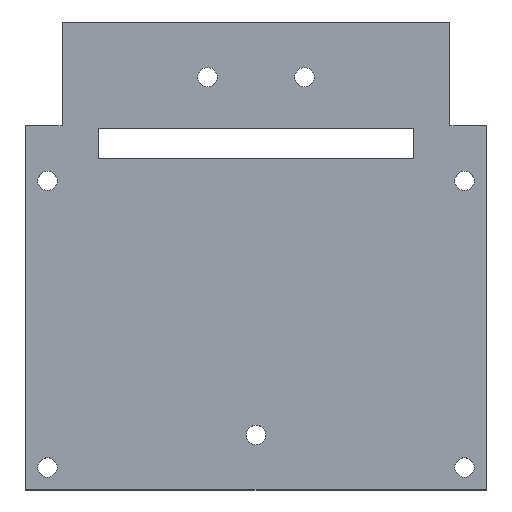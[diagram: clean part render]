
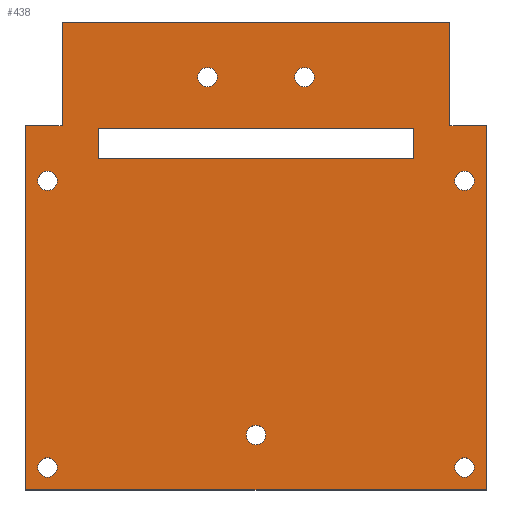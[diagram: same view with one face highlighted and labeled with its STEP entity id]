
A CAD part, top view. The second image highlights one B-rep face of the part: STEP entity #438.
In plain terms, the highlighted planar face has unit normal (0, 0, 1).
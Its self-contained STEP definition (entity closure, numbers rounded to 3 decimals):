
#15=FACE_BOUND('',#86,.T.);
#16=FACE_BOUND('',#87,.T.);
#17=FACE_BOUND('',#88,.T.);
#18=FACE_BOUND('',#89,.T.);
#19=FACE_BOUND('',#90,.T.);
#20=FACE_BOUND('',#91,.T.);
#21=FACE_BOUND('',#92,.T.);
#22=FACE_BOUND('',#93,.T.);
#43=PLANE('',#487);
#64=FACE_OUTER_BOUND('',#85,.T.);
#85=EDGE_LOOP('',(#374,#375,#376,#377,#378,#379,#380,#381));
#86=EDGE_LOOP('',(#382));
#87=EDGE_LOOP('',(#383));
#88=EDGE_LOOP('',(#384));
#89=EDGE_LOOP('',(#385));
#90=EDGE_LOOP('',(#386,#387,#388,#389));
#91=EDGE_LOOP('',(#390));
#92=EDGE_LOOP('',(#391));
#93=EDGE_LOOP('',(#392));
#109=LINE('',#636,#152);
#112=LINE('',#642,#155);
#115=LINE('',#648,#158);
#118=LINE('',#652,#161);
#121=LINE('',#660,#164);
#125=LINE('',#669,#168);
#131=LINE('',#693,#174);
#134=LINE('',#699,#177);
#137=LINE('',#703,#180);
#139=LINE('',#708,#182);
#142=LINE('',#714,#185);
#145=LINE('',#718,#188);
#152=VECTOR('',#523,10.);
#155=VECTOR('',#528,10.);
#158=VECTOR('',#533,10.);
#161=VECTOR('',#538,10.);
#164=VECTOR('',#543,10.);
#168=VECTOR('',#549,10.);
#174=VECTOR('',#575,10.);
#177=VECTOR('',#580,10.);
#180=VECTOR('',#585,10.);
#182=VECTOR('',#589,10.);
#185=VECTOR('',#594,10.);
#188=VECTOR('',#599,10.);
#189=CIRCLE('',#455,1.6);
#191=CIRCLE('',#458,1.6);
#193=CIRCLE('',#461,1.6);
#195=CIRCLE('',#464,1.6);
#197=CIRCLE('',#473,1.6);
#199=CIRCLE('',#476,1.6);
#201=CIRCLE('',#479,1.6);
#203=VERTEX_POINT('',#606);
#205=VERTEX_POINT('',#612);
#207=VERTEX_POINT('',#618);
#209=VERTEX_POINT('',#624);
#213=VERTEX_POINT('',#633);
#214=VERTEX_POINT('',#635);
#216=VERTEX_POINT('',#641);
#218=VERTEX_POINT('',#647);
#221=VERTEX_POINT('',#657);
#222=VERTEX_POINT('',#659);
#225=VERTEX_POINT('',#666);
#226=VERTEX_POINT('',#668);
#227=VERTEX_POINT('',#672);
#229=VERTEX_POINT('',#678);
#231=VERTEX_POINT('',#684);
#234=VERTEX_POINT('',#692);
#236=VERTEX_POINT('',#698);
#238=VERTEX_POINT('',#707);
#240=VERTEX_POINT('',#713);
#241=EDGE_CURVE('',#203,#203,#189,.T.);
#244=EDGE_CURVE('',#205,#205,#191,.T.);
#247=EDGE_CURVE('',#207,#207,#193,.T.);
#250=EDGE_CURVE('',#209,#209,#195,.T.);
#255=EDGE_CURVE('',#214,#213,#109,.T.);
#258=EDGE_CURVE('',#216,#214,#112,.T.);
#261=EDGE_CURVE('',#218,#216,#115,.T.);
#264=EDGE_CURVE('',#213,#218,#118,.T.);
#267=EDGE_CURVE('',#221,#222,#121,.T.);
#271=EDGE_CURVE('',#225,#226,#125,.T.);
#273=EDGE_CURVE('',#227,#227,#197,.T.);
#276=EDGE_CURVE('',#229,#229,#199,.T.);
#279=EDGE_CURVE('',#231,#231,#201,.T.);
#283=EDGE_CURVE('',#234,#222,#131,.T.);
#286=EDGE_CURVE('',#236,#234,#134,.T.);
#289=EDGE_CURVE('',#236,#225,#137,.T.);
#291=EDGE_CURVE('',#238,#226,#139,.T.);
#294=EDGE_CURVE('',#240,#238,#142,.T.);
#297=EDGE_CURVE('',#240,#221,#145,.T.);
#374=ORIENTED_EDGE('',*,*,#297,.F.);
#375=ORIENTED_EDGE('',*,*,#294,.T.);
#376=ORIENTED_EDGE('',*,*,#291,.T.);
#377=ORIENTED_EDGE('',*,*,#271,.F.);
#378=ORIENTED_EDGE('',*,*,#289,.F.);
#379=ORIENTED_EDGE('',*,*,#286,.T.);
#380=ORIENTED_EDGE('',*,*,#283,.T.);
#381=ORIENTED_EDGE('',*,*,#267,.F.);
#382=ORIENTED_EDGE('',*,*,#241,.T.);
#383=ORIENTED_EDGE('',*,*,#244,.T.);
#384=ORIENTED_EDGE('',*,*,#247,.T.);
#385=ORIENTED_EDGE('',*,*,#250,.T.);
#386=ORIENTED_EDGE('',*,*,#261,.T.);
#387=ORIENTED_EDGE('',*,*,#258,.T.);
#388=ORIENTED_EDGE('',*,*,#255,.T.);
#389=ORIENTED_EDGE('',*,*,#264,.T.);
#390=ORIENTED_EDGE('',*,*,#279,.T.);
#391=ORIENTED_EDGE('',*,*,#276,.T.);
#392=ORIENTED_EDGE('',*,*,#273,.T.);
#438=ADVANCED_FACE('',(#64,#15,#16,#17,#18,#19,#20,#21,#22),#43,.T.);
#455=AXIS2_PLACEMENT_3D('',#607,#493,#494);
#458=AXIS2_PLACEMENT_3D('',#613,#500,#501);
#461=AXIS2_PLACEMENT_3D('',#619,#507,#508);
#464=AXIS2_PLACEMENT_3D('',#625,#514,#515);
#473=AXIS2_PLACEMENT_3D('',#673,#553,#554);
#476=AXIS2_PLACEMENT_3D('',#679,#560,#561);
#479=AXIS2_PLACEMENT_3D('',#685,#567,#568);
#487=AXIS2_PLACEMENT_3D('',#719,#600,#601);
#493=DIRECTION('center_axis',(0.,0.,-1.));
#494=DIRECTION('ref_axis',(-1.,0.,0.));
#500=DIRECTION('center_axis',(0.,0.,-1.));
#501=DIRECTION('ref_axis',(-1.,0.,0.));
#507=DIRECTION('center_axis',(0.,0.,-1.));
#508=DIRECTION('ref_axis',(-1.,0.,0.));
#514=DIRECTION('center_axis',(0.,0.,-1.));
#515=DIRECTION('ref_axis',(-1.,0.,0.));
#523=DIRECTION('',(0.,1.,0.));
#528=DIRECTION('',(-1.,0.,0.));
#533=DIRECTION('',(0.,-1.,0.));
#538=DIRECTION('',(1.,0.,0.));
#543=DIRECTION('',(1.,0.,0.));
#549=DIRECTION('',(-1.,0.,0.));
#553=DIRECTION('center_axis',(0.,0.,-1.));
#554=DIRECTION('ref_axis',(1.,0.,0.));
#560=DIRECTION('center_axis',(0.,0.,-1.));
#561=DIRECTION('ref_axis',(1.,0.,0.));
#567=DIRECTION('center_axis',(0.,0.,-1.));
#568=DIRECTION('ref_axis',(1.,0.,0.));
#575=DIRECTION('',(0.,1.,0.));
#580=DIRECTION('',(-1.,0.,0.));
#585=DIRECTION('',(0.,-1.,0.));
#589=DIRECTION('',(0.,-1.,0.));
#594=DIRECTION('',(-1.,0.,0.));
#599=DIRECTION('',(0.,1.,0.));
#600=DIRECTION('center_axis',(0.,0.,1.));
#601=DIRECTION('ref_axis',(1.,0.,0.));
#606=CARTESIAN_POINT('',(5.2,45.4,3.));
#607=CARTESIAN_POINT('Origin',(3.6,45.4,3.));
#612=CARTESIAN_POINT('',(5.2,-1.9,3.));
#613=CARTESIAN_POINT('Origin',(3.6,-1.9,3.));
#618=CARTESIAN_POINT('',(74.,45.4,3.));
#619=CARTESIAN_POINT('Origin',(72.4,45.4,3.));
#624=CARTESIAN_POINT('',(74.,-1.9,3.));
#625=CARTESIAN_POINT('Origin',(72.4,-1.9,3.));
#633=CARTESIAN_POINT('',(12.,54.,3.));
#635=CARTESIAN_POINT('',(12.,49.,3.));
#636=CARTESIAN_POINT('',(12.,41.375,3.));
#641=CARTESIAN_POINT('',(64.,49.,3.));
#642=CARTESIAN_POINT('',(51.,49.,3.));
#647=CARTESIAN_POINT('',(64.,54.,3.));
#648=CARTESIAN_POINT('',(64.,43.875,3.));
#652=CARTESIAN_POINT('',(25.,54.,3.));
#657=CARTESIAN_POINT('',(6.,71.6,3.));
#659=CARTESIAN_POINT('',(70.,71.6,3.));
#660=CARTESIAN_POINT('',(70.,71.6,3.));
#666=CARTESIAN_POINT('',(76.,-5.6,3.));
#668=CARTESIAN_POINT('',(0.,-5.6,3.));
#669=CARTESIAN_POINT('',(0.,-5.6,3.));
#672=CARTESIAN_POINT('',(44.4,62.5,3.));
#673=CARTESIAN_POINT('Origin',(46.,62.5,3.));
#678=CARTESIAN_POINT('',(28.4,62.5,3.));
#679=CARTESIAN_POINT('Origin',(30.,62.5,3.));
#684=CARTESIAN_POINT('',(36.4,3.45,3.));
#685=CARTESIAN_POINT('Origin',(38.,3.45,3.));
#692=CARTESIAN_POINT('',(70.,54.5,3.));
#693=CARTESIAN_POINT('',(70.,54.5,3.));
#698=CARTESIAN_POINT('',(76.,54.5,3.));
#699=CARTESIAN_POINT('',(76.,54.5,3.));
#703=CARTESIAN_POINT('',(76.,0.,3.));
#707=CARTESIAN_POINT('',(0.,54.5,3.));
#708=CARTESIAN_POINT('',(0.,54.5,3.));
#713=CARTESIAN_POINT('',(6.,54.5,3.));
#714=CARTESIAN_POINT('',(6.,54.5,3.));
#718=CARTESIAN_POINT('',(6.,67.5,3.));
#719=CARTESIAN_POINT('Origin',(38.,33.75,3.));
